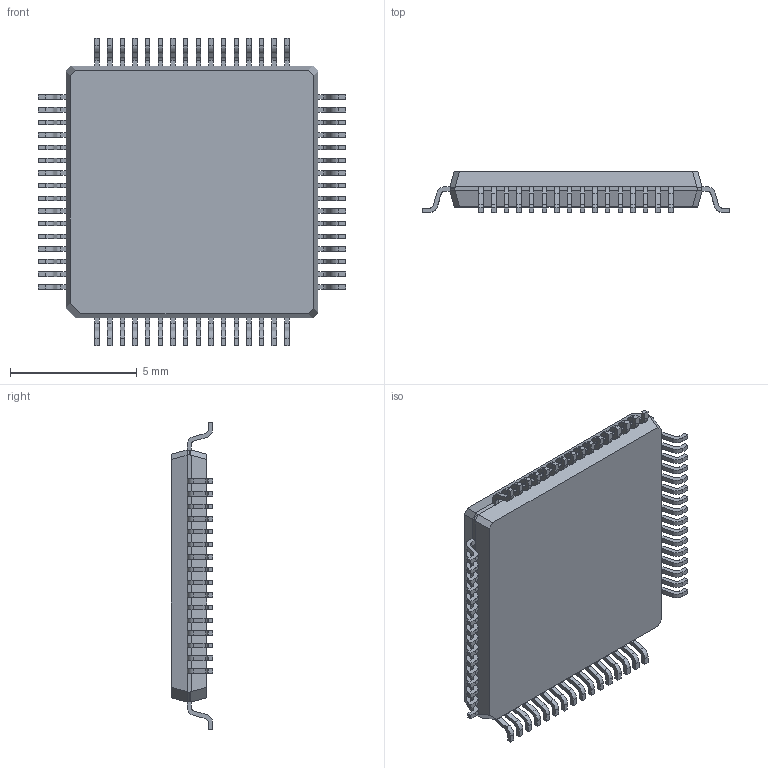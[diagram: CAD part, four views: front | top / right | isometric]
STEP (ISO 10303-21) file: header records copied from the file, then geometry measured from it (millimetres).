
FILE_DESCRIPTION (( 'STEP AP214' ), '1' );
FILE_NAME ('User Library-LQFP64-2.STEP', '2016-05-15T17:09:45', ( 'Windows User' ), ( '' ), 'SwSTEP 2.0', 'SolidWorks 2016', '' );
FILE_SCHEMA (( 'AUTOMOTIVE_DESIGN' ));
Length unit declared in the file: millimetre
Products named in the file (4): User Library-LQFP64-2_circle; User Library-LQFP64-2_pin; User Library-LQFP64-2_case; User Library-LQFP64-2
Assembly tree (66 placements, depth 2):
  User Library-LQFP64-2
    User Library-LQFP64-2_case
    User Library-LQFP64-2_pin  x64
    User Library-LQFP64-2_circle
Bounding box: 12.14 x 1.63 x 12.14 mm (x, y, z)
Volume: 137.6 mm3; surface area: 319.9 mm2
Topology: 66 solids, 66 shells, 931 faces, 2394 edges, 1596 vertices
Faces by surface type: plane 665, cylinder 266
Entity records: 2673 total; most frequent: DIRECTION 366, CARTESIAN_POINT 364, ORIENTED_EDGE 252, AXIS2_PLACEMENT_3D 134, EDGE_CURVE 126, LINE 98, VECTOR 98, VERTEX_POINT 84
